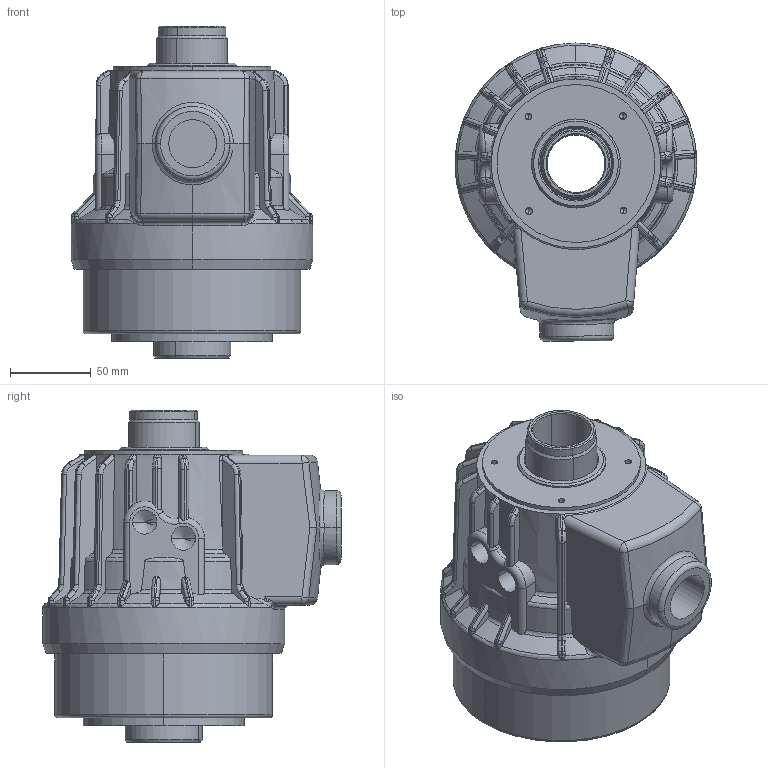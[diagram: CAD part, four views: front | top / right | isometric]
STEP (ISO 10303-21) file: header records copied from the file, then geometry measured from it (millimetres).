
FILE_DESCRIPTION (( 'STEP AP203' ), '1' );
FILE_NAME ('CF-TH-A536.STEP', '2017-12-28T07:02:32', ( 'temp' ), ( '' ), 'SwSTEP 2.0', 'SolidWorks 2016', '' );
FILE_SCHEMA (( 'CONFIG_CONTROL_DESIGN' ));
Length unit declared in the file: millimetre
Products named in the file (5): TH-A536活塞; TH-A536缸體; TH-536罩殼; CF-TH-A536; TH-A536閥軸
Assembly tree (4 placements, depth 2):
  CF-TH-A536
    TH-A536閥軸
    TH-A536活塞
    TH-A536缸體
    TH-536罩殼
Bounding box: 150 x 185.09 x 206 mm (x, y, z)
Volume: 2130751 mm3; surface area: 354210.5 mm2
Topology: 4 solids, 4 shells, 753 faces, 1884 edges, 1128 vertices
Faces by surface type: cylinder 304, plane 158, cone 138, torus 135, bspline 14, sphere 4
Entity records: 25422 total; most frequent: CARTESIAN_POINT 7759, ORIENTED_EDGE 3668, DIRECTION 3575, EDGE_CURVE 1834, AXIS2_PLACEMENT_3D 1500, VERTEX_POINT 1128, EDGE_LOOP 800, CIRCLE 754
